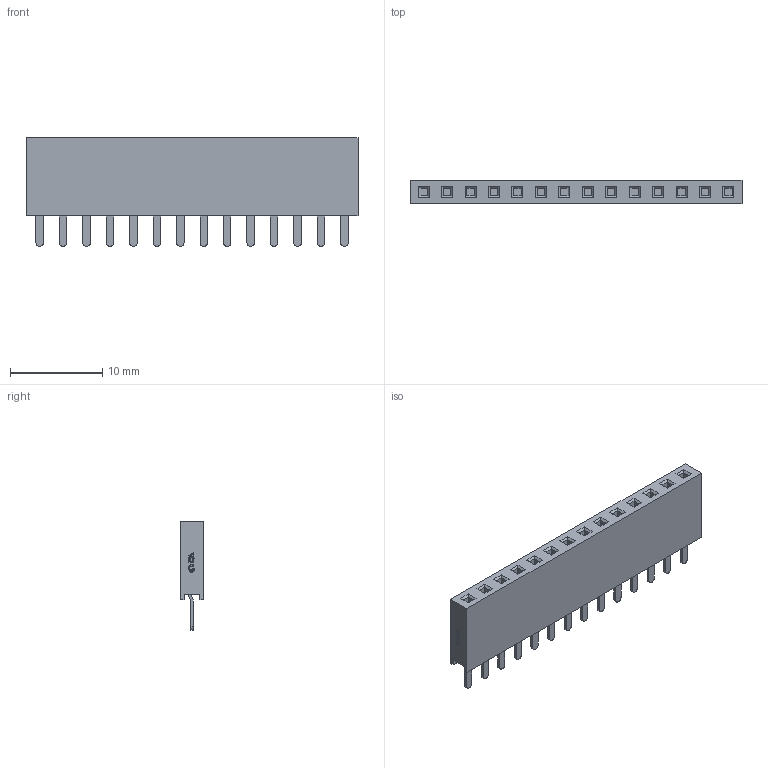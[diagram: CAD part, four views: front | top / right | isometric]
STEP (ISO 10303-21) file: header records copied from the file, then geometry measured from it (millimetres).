
FILE_DESCRIPTION (( 'STEP AP214' ), '1' );
FILE_NAME ('HDR-TH_14P-P2.54-F-LI-1X14P.step', '2022-07-02T11:35:04', ( '' ), ( '' ), 'SwSTEP 2.0', 'SolidWorks 2020', '' );
FILE_SCHEMA (( 'AUTOMOTIVE_DESIGN' ));
Length unit declared in the file: millimetre
Products named in the file (1): HDR-TH_14P-P2.54-F-LI-1X14P
Bounding box: 35.97 x 2.5 x 11.8 mm (x, y, z)
Volume: 721.5 mm3; surface area: 1079.3 mm2
Topology: 1 solids, 1 shells, 529 faces, 1376 edges, 898 vertices
Faces by surface type: plane 387, bspline 114, cylinder 28
Entity records: 21187 total; most frequent: CARTESIAN_POINT 5172, ORIENTED_EDGE 2752, DIRECTION 2030, EDGE_CURVE 1376, LINE 1086, VECTOR 1086, VERTEX_POINT 898, EDGE_LOOP 578
